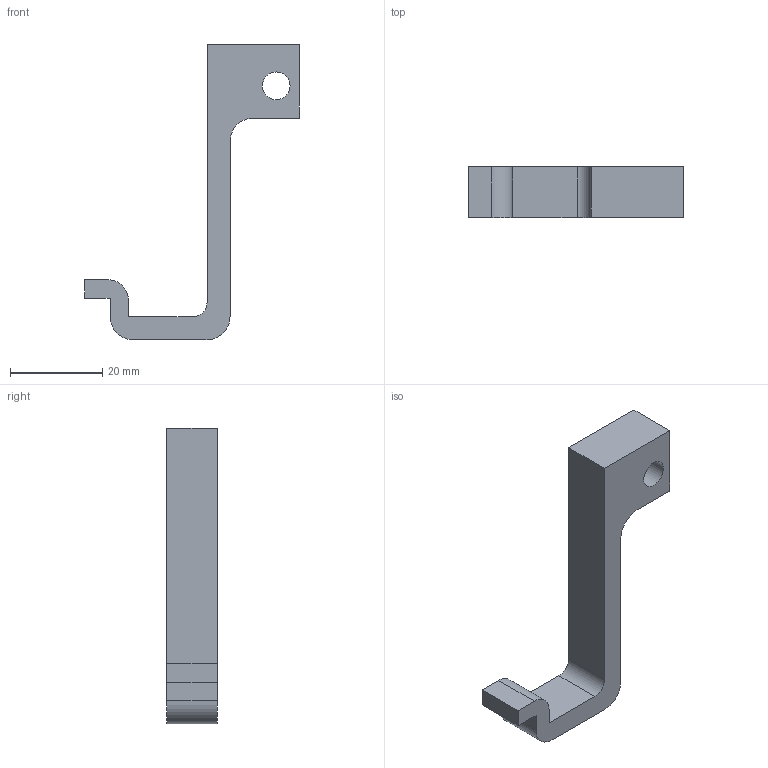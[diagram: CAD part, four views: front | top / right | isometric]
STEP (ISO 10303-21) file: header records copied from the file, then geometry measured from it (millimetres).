
FILE_DESCRIPTION(/* description */ (''),/* implementation_level */ '2;1');
FILE_NAME(/* name */ 'GenericClip.stp',/* time_stamp */ '2014-06-29T21:06:54+02:00',/* author */ (''),/* organization */ (''),/* preprocessor_version */ 'ST-DEVELOPER v15.6',/* originating_system */ 'Autodesk Translator Framework v3.0.0.6910',/* authorisation */ '');
FILE_SCHEMA (('AUTOMOTIVE_DESIGN { 1 0 10303 214 3 1 1 }'));
Length unit declared in the file: centimetre
Products named in the file (2): Spool_holder v5; GenericClip v1
Bounding box: 46.5 x 11 x 64 mm (x, y, z)
Volume: 7512.4 mm3; surface area: 4074 mm2
Topology: 1 solids, 1 shells, 20 faces, 54 edges, 36 vertices
Faces by surface type: plane 14, cylinder 6
Full cylindrical faces by diameter (mm): 6 x1
Entity records: 679 total; most frequent: CARTESIAN_POINT 112, DIRECTION 111, ORIENTED_EDGE 106, EDGE_CURVE 53, LINE 41, VECTOR 41, VERTEX_POINT 36, AXIS2_PLACEMENT_3D 35
